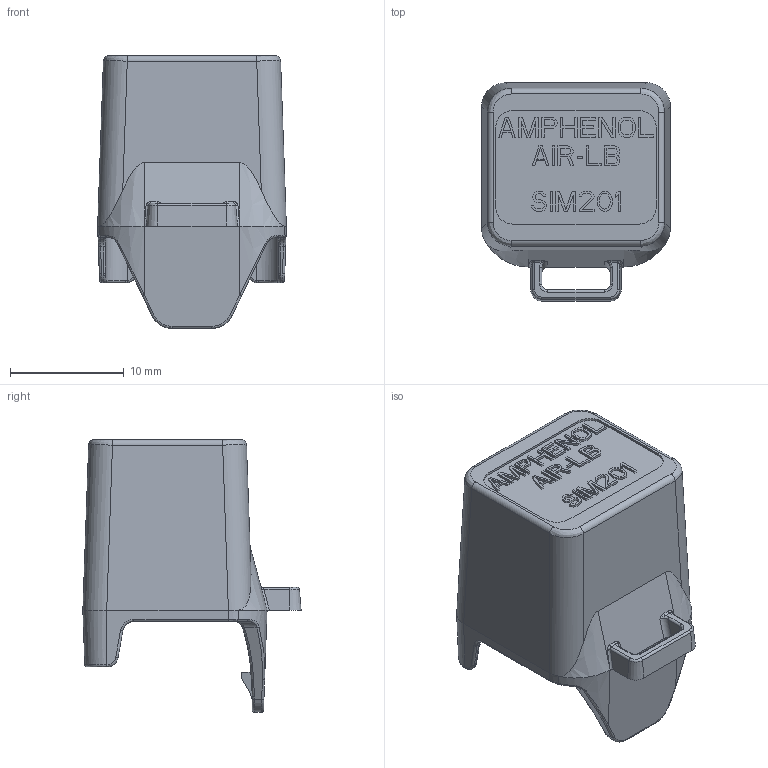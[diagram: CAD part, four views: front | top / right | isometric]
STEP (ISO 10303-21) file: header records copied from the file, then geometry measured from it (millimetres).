
FILE_DESCRIPTION((''),'2;1');
FILE_NAME('3351_0511_504','2020-01-31T',('presta_be4'),(''),'CREO PARAMETRIC BY PTC INC, 2018360','CREO PARAMETRIC BY PTC INC, 2018360','');
FILE_SCHEMA(('CONFIG_CONTROL_DESIGN'));
Length unit declared in the file: millimetre
Products named in the file (1): 3351_0511_504
Bounding box: 16.6 x 19.2 x 24 mm (x, y, z)
Volume: 1133.6 mm3; surface area: 2506.5 mm2
Topology: 1 solids, 1 shells, 620 faces, 1644 edges, 1054 vertices
Faces by surface type: plane 463, cylinder 81, bspline 40, torus 25, cone 11
Entity records: 20557 total; most frequent: CARTESIAN_POINT 5348, ORIENTED_EDGE 3288, DIRECTION 2900, EDGE_CURVE 1644, VECTOR 1360, LINE 1360, VERTEX_POINT 1054, AXIS2_PLACEMENT_3D 770
